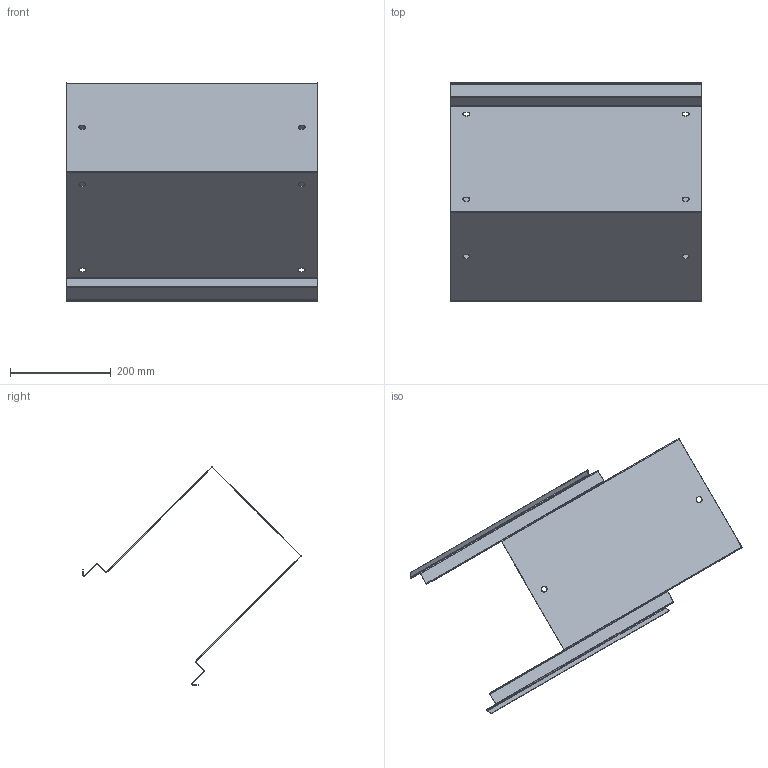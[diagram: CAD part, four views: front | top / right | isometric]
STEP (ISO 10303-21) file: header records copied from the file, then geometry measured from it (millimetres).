
FILE_DESCRIPTION(/* description */ (''),/* implementation_level */ '2;1');
FILE_NAME(/* name */ '4009003015675-Verlorene Schalung Typ300 0,5m.stp',/* time_stamp */ '2015-11-19T07:01:50+01:00',/* author */ ('dpurucker'),/* organization */ (''),/* preprocessor_version */ 'ST-DEVELOPER v15.6',/* originating_system */ 'Autodesk Inventor 2015',/* authorisation */ '');
FILE_SCHEMA (('AUTOMOTIVE_DESIGN { 1 0 10303 214 3 1 1 }'));
Length unit declared in the file: millimetre
Products named in the file (1): Verlorene Schalung 0,5m
Bounding box: 500 x 433.78 x 433.78 mm (x, y, z)
Volume: 495573.8 mm3; surface area: 994540.6 mm2
Topology: 1 solids, 1 shells, 94 faces, 244 edges, 152 vertices
Faces by surface type: plane 58, cylinder 36
Entity records: 2908 total; most frequent: DIRECTION 506, CARTESIAN_POINT 491, ORIENTED_EDGE 488, EDGE_CURVE 244, LINE 172, VECTOR 172, AXIS2_PLACEMENT_3D 167, VERTEX_POINT 152
